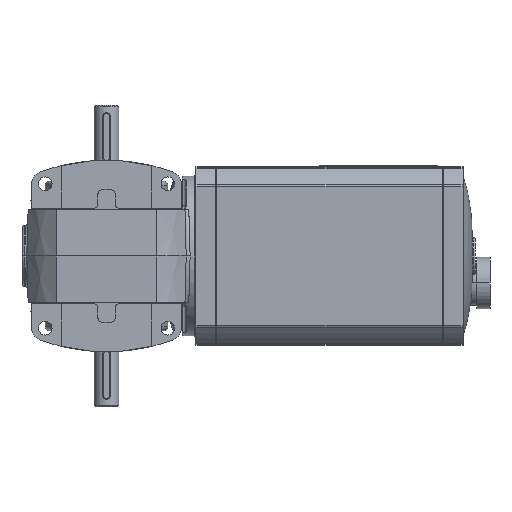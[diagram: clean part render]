
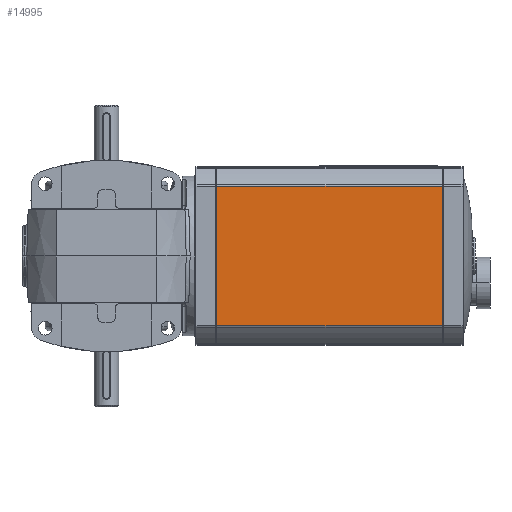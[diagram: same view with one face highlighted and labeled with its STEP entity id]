
A CAD part, front view. The second image highlights one B-rep face of the part: STEP entity #14995.
In plain terms, the highlighted planar face has unit normal (0, -1, 0).
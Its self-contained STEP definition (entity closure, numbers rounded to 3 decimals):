
#14995=ADVANCED_FACE('',(#23692),#23693,.T.);
#23692=FACE_OUTER_BOUND('',#35199,.T.);
#23693=PLANE('',#35200);
#35199=EDGE_LOOP('',(#47639,#47640,#47641,#47642));
#35200=AXIS2_PLACEMENT_3D('',#47643,#47644,#47645);
#47639=ORIENTED_EDGE('',*,*,#54197,.T.);
#47640=ORIENTED_EDGE('',*,*,#49928,.F.);
#47641=ORIENTED_EDGE('',*,*,#50282,.T.);
#47642=ORIENTED_EDGE('',*,*,#54900,.T.);
#47643=CARTESIAN_POINT('',(-113.5,-36.5,-28.496));
#47644=DIRECTION('',(0.0,-1.0,0.0));
#47645=DIRECTION('',(0.0,0.0,-1.0));
#49928=EDGE_CURVE('',#59182,#59177,#59184,.T.);
#50282=EDGE_CURVE('',#59182,#59786,#59788,.T.);
#54197=EDGE_CURVE('',#66206,#59177,#66207,.T.);
#54900=EDGE_CURVE('',#59786,#66206,#67367,.T.);
#59177=VERTEX_POINT('',#74407);
#59182=VERTEX_POINT('',#74413);
#59184=LINE('',#74415,#74416);
#59786=VERTEX_POINT('',#75399);
#59788=LINE('',#75401,#75402);
#66206=VERTEX_POINT('',#86453);
#66207=LINE('',#86454,#86455);
#67367=LINE('',#88445,#88446);
#74407=CARTESIAN_POINT('',(-13.0,-36.5,28.496));
#74413=CARTESIAN_POINT('',(-105.0,-36.5,28.496));
#74415=CARTESIAN_POINT('',(-113.5,-36.5,28.496));
#74416=VECTOR('',#93103,1.0);
#75399=CARTESIAN_POINT('',(-105.0,-36.5,-28.496));
#75401=CARTESIAN_POINT('',(-105.0,-36.5,-14.248));
#75402=VECTOR('',#93567,1.0);
#86453=CARTESIAN_POINT('',(-13.0,-36.5,-28.496));
#86454=CARTESIAN_POINT('',(-13.0,-36.5,-14.248));
#86455=VECTOR('',#98262,1.0);
#88445=CARTESIAN_POINT('',(-113.5,-36.5,-28.496));
#88446=VECTOR('',#99074,1.0);
#93103=DIRECTION('',(1.0,0.0,0.0));
#93567=DIRECTION('',(0.0,0.0,-1.0));
#98262=DIRECTION('',(0.0,0.0,1.0));
#99074=DIRECTION('',(1.0,0.0,0.0));
